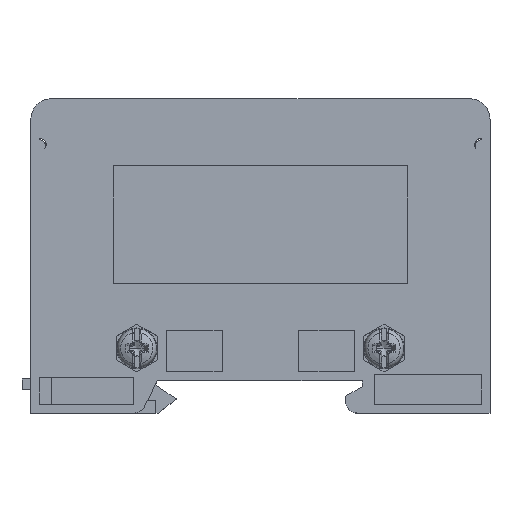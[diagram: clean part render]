
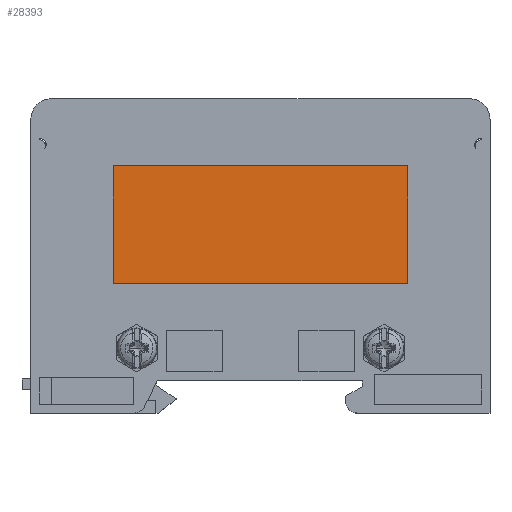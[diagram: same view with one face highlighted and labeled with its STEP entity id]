
A CAD part, top view. The second image highlights one B-rep face of the part: STEP entity #28393.
In plain terms, the highlighted planar face has unit normal (0, 0, 1).
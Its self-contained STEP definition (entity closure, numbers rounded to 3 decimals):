
#10893=DIRECTION('',(0.,1.,0.));
#10894=VECTOR('',#10893,20.);
#10895=CARTESIAN_POINT('',(-23.,22.,12.45));
#10896=LINE('',#10895,#10894);
#10897=DIRECTION('',(1.,0.,0.));
#10898=VECTOR('',#10897,50.);
#10899=CARTESIAN_POINT('',(-23.,42.,12.45));
#10900=LINE('',#10899,#10898);
#10901=DIRECTION('',(0.,-1.,0.));
#10902=VECTOR('',#10901,20.);
#10903=CARTESIAN_POINT('',(27.,42.,12.45));
#10904=LINE('',#10903,#10902);
#10905=DIRECTION('',(-1.,0.,0.));
#10906=VECTOR('',#10905,50.);
#10907=CARTESIAN_POINT('',(27.,22.,12.45));
#10908=LINE('',#10907,#10906);
#12883=CARTESIAN_POINT('',(-23.,42.,12.45));
#12884=VERTEX_POINT('',#12883);
#12885=CARTESIAN_POINT('',(-23.,22.,12.45));
#12886=VERTEX_POINT('',#12885);
#12887=CARTESIAN_POINT('',(27.,42.,12.45));
#12888=VERTEX_POINT('',#12887);
#12889=CARTESIAN_POINT('',(27.,22.,12.45));
#12890=VERTEX_POINT('',#12889);
#28382=CARTESIAN_POINT('',(0.,0.,12.45));
#28383=DIRECTION('',(0.,0.,1.));
#28384=DIRECTION('',(1.,0.,0.));
#28385=AXIS2_PLACEMENT_3D('',#28382,#28383,#28384);
#28386=PLANE('',#28385);
#28387=ORIENTED_EDGE('',*,*,#28334,.T.);
#28388=ORIENTED_EDGE('',*,*,#28349,.T.);
#28389=ORIENTED_EDGE('',*,*,#28363,.T.);
#28390=ORIENTED_EDGE('',*,*,#28376,.T.);
#28391=EDGE_LOOP('',(#28387,#28388,#28389,#28390));
#28392=FACE_OUTER_BOUND('',#28391,.F.);
#28393=ADVANCED_FACE('',(#28392),#28386,.T.);
#28334=EDGE_CURVE('',#12886,#12884,#10896,.T.);
#28349=EDGE_CURVE('',#12884,#12888,#10900,.T.);
#28363=EDGE_CURVE('',#12888,#12890,#10904,.T.);
#28376=EDGE_CURVE('',#12890,#12886,#10908,.T.);
